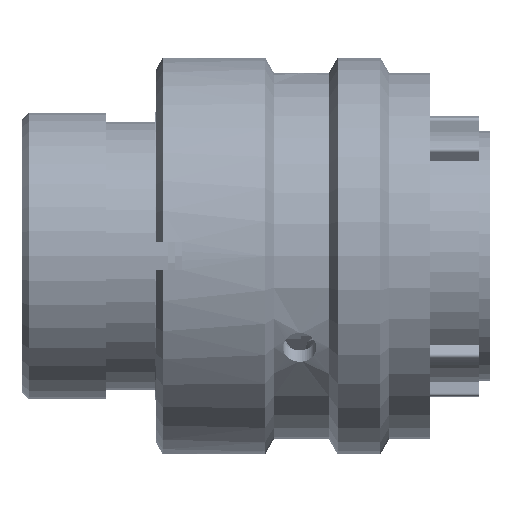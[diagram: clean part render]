
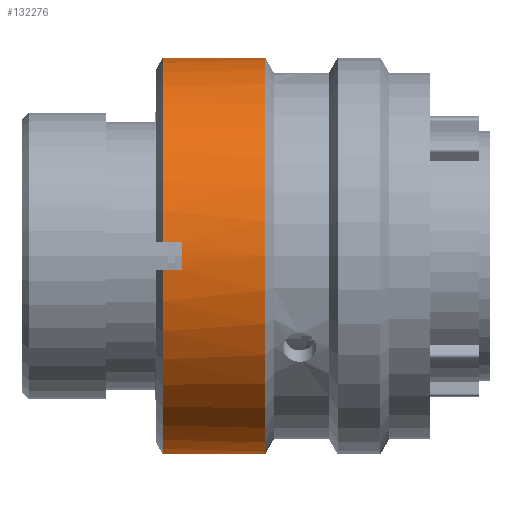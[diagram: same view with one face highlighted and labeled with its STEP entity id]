
A CAD part, front view. The second image highlights one B-rep face of the part: STEP entity #132276.
In plain terms, the highlighted cylindrical face has radius 14.15 mm (diameter 28.3 mm), a partial arc.
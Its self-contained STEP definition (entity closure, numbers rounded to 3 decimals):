
#4773 = DIRECTION ( 'NONE',  ( 0., 0., 1. ) ) ;
#5134 = AXIS2_PLACEMENT_3D ( 'NONE', #57716, #90153, #149651 ) ;
#5342 = CIRCLE ( 'NONE', #5134, 14.15 ) ;
#6512 = LINE ( 'NONE', #115709, #73608 ) ;
#7424 = AXIS2_PLACEMENT_3D ( 'NONE', #130524, #117774, #71141 ) ;
#7754 = VECTOR ( 'NONE', #85413, 1000. ) ;
#8553 = DIRECTION ( 'NONE',  ( 1., 0., 0. ) ) ;
#10298 = ORIENTED_EDGE ( 'NONE', *, *, #119927, .T. ) ;
#13545 = CIRCLE ( 'NONE', #50480, 14.15 ) ;
#16150 = VERTEX_POINT ( 'NONE', #144437 ) ;
#18229 = CARTESIAN_POINT ( 'NONE',  ( 29.07, 0., 0. ) ) ;
#18656 = EDGE_CURVE ( 'NONE', #150710, #38743, #148729, .T. ) ;
#20066 = VECTOR ( 'NONE', #108258, 1000. ) ;
#20371 = CARTESIAN_POINT ( 'NONE',  ( 11.42, -14.115, -1. ) ) ;
#20377 = EDGE_CURVE ( 'NONE', #38743, #91297, #13545, .T. ) ;
#21906 = EDGE_CURVE ( 'NONE', #16150, #30567, #40105, .T. ) ;
#24093 = VECTOR ( 'NONE', #115377, 1000. ) ;
#24111 = CARTESIAN_POINT ( 'NONE',  ( 10.02, -1., 14.115 ) ) ;
#25281 = DIRECTION ( 'NONE',  ( 0., 0., -1. ) ) ;
#26623 = DIRECTION ( 'NONE',  ( 1., 0., 0. ) ) ;
#26643 = EDGE_CURVE ( 'NONE', #16150, #53857, #5342, .T. ) ;
#27931 = CIRCLE ( 'NONE', #7424, 14.15 ) ;
#28123 = ORIENTED_EDGE ( 'NONE', *, *, #108804, .F. ) ;
#29634 = VERTEX_POINT ( 'NONE', #108872 ) ;
#30567 = VERTEX_POINT ( 'NONE', #60081 ) ;
#32825 = CARTESIAN_POINT ( 'NONE',  ( 10.02, -1., -14.115 ) ) ;
#33482 = DIRECTION ( 'NONE',  ( 1., 0., 0. ) ) ;
#38743 = VERTEX_POINT ( 'NONE', #122049 ) ;
#40105 = LINE ( 'NONE', #148320, #87172 ) ;
#41615 = CARTESIAN_POINT ( 'NONE',  ( 11.42, -14.115, 1. ) ) ;
#43462 = CIRCLE ( 'NONE', #65999, 14.15 ) ;
#45698 = ORIENTED_EDGE ( 'NONE', *, *, #26643, .T. ) ;
#47607 = CARTESIAN_POINT ( 'NONE',  ( 10.02, 0., 0. ) ) ;
#48054 = CIRCLE ( 'NONE', #61769, 14.15 ) ;
#49953 = DIRECTION ( 'NONE',  ( 0., 0., -1. ) ) ;
#50480 = AXIS2_PLACEMENT_3D ( 'NONE', #97566, #96054, #4773 ) ;
#50577 = EDGE_CURVE ( 'NONE', #134745, #51031, #6512, .T. ) ;
#51031 = VERTEX_POINT ( 'NONE', #41615 ) ;
#53207 = DIRECTION ( 'NONE',  ( 0., 0., -1. ) ) ;
#53857 = VERTEX_POINT ( 'NONE', #122827 ) ;
#57716 = CARTESIAN_POINT ( 'NONE',  ( 11.42, 0., 0. ) ) ;
#60081 = CARTESIAN_POINT ( 'NONE',  ( 17.324, 0., 14.15 ) ) ;
#61769 = AXIS2_PLACEMENT_3D ( 'NONE', #47607, #105423, #25281 ) ;
#62151 = CARTESIAN_POINT ( 'NONE',  ( 17.324, 0., 0. ) ) ;
#63998 = ORIENTED_EDGE ( 'NONE', *, *, #20377, .T. ) ;
#65999 = AXIS2_PLACEMENT_3D ( 'NONE', #148733, #8553, #89678 ) ;
#68717 = CARTESIAN_POINT ( 'NONE',  ( 29.07, 0., -14.15 ) ) ;
#71141 = DIRECTION ( 'NONE',  ( 0., 0., -1. ) ) ;
#73277 = EDGE_CURVE ( 'NONE', #51031, #138088, #43462, .T. ) ;
#73608 = VECTOR ( 'NONE', #115219, 1000. ) ;
#82574 = CIRCLE ( 'NONE', #131458, 14.15 ) ;
#84576 = VERTEX_POINT ( 'NONE', #24111 ) ;
#85193 = FACE_OUTER_BOUND ( 'NONE', #131128, .T. ) ;
#85206 = ORIENTED_EDGE ( 'NONE', *, *, #107420, .T. ) ;
#85391 = LINE ( 'NONE', #130105, #20066 ) ;
#85413 = DIRECTION ( 'NONE',  ( -1., 0., 0. ) ) ;
#87172 = VECTOR ( 'NONE', #33482, 1000. ) ;
#87459 = AXIS2_PLACEMENT_3D ( 'NONE', #18229, #99362, #53207 ) ;
#88042 = ORIENTED_EDGE ( 'NONE', *, *, #101441, .T. ) ;
#88702 = ORIENTED_EDGE ( 'NONE', *, *, #21906, .F. ) ;
#89678 = DIRECTION ( 'NONE',  ( 0., 0., 1. ) ) ;
#89853 = CARTESIAN_POINT ( 'NONE',  ( 10.02, -14.115, 1. ) ) ;
#90153 = DIRECTION ( 'NONE',  ( 1., 0., 0. ) ) ;
#91181 = ORIENTED_EDGE ( 'NONE', *, *, #73277, .T. ) ;
#91200 = LINE ( 'NONE', #68717, #24093 ) ;
#91297 = VERTEX_POINT ( 'NONE', #92891 ) ;
#92891 = CARTESIAN_POINT ( 'NONE',  ( 11.42, 0., -14.15 ) ) ;
#94443 = VERTEX_POINT ( 'NONE', #114946 ) ;
#96054 = DIRECTION ( 'NONE',  ( 1., 0., 0. ) ) ;
#97292 = DIRECTION ( 'NONE',  ( 1., 0., 0. ) ) ;
#97566 = CARTESIAN_POINT ( 'NONE',  ( 11.42, 0., 0. ) ) ;
#99317 = CARTESIAN_POINT ( 'NONE',  ( 29.07, -1., -14.115 ) ) ;
#99362 = DIRECTION ( 'NONE',  ( 1., 0., 0. ) ) ;
#99594 = ORIENTED_EDGE ( 'NONE', *, *, #50577, .T. ) ;
#101441 = EDGE_CURVE ( 'NONE', #138088, #94443, #142239, .T. ) ;
#105423 = DIRECTION ( 'NONE',  ( 1., 0., 0. ) ) ;
#107420 = EDGE_CURVE ( 'NONE', #53857, #84576, #85391, .T. ) ;
#108258 = DIRECTION ( 'NONE',  ( -1., 0., 0. ) ) ;
#108662 = CYLINDRICAL_SURFACE ( 'NONE', #87459, 14.15 ) ;
#108804 = EDGE_CURVE ( 'NONE', #30567, #29634, #82574, .T. ) ;
#108872 = CARTESIAN_POINT ( 'NONE',  ( 17.324, 0., -14.15 ) ) ;
#114946 = CARTESIAN_POINT ( 'NONE',  ( 10.02, -14.115, -1. ) ) ;
#115219 = DIRECTION ( 'NONE',  ( 1., 0., 0. ) ) ;
#115377 = DIRECTION ( 'NONE',  ( 1., 0., 0. ) ) ;
#115709 = CARTESIAN_POINT ( 'NONE',  ( 29.07, -14.115, 1. ) ) ;
#116691 = ORIENTED_EDGE ( 'NONE', *, *, #18656, .T. ) ;
#117619 = VECTOR ( 'NONE', #97292, 1000. ) ;
#117774 = DIRECTION ( 'NONE',  ( 1., 0., 0. ) ) ;
#119927 = EDGE_CURVE ( 'NONE', #94443, #150710, #27931, .T. ) ;
#121920 = CARTESIAN_POINT ( 'NONE',  ( 29.07, -14.115, -1. ) ) ;
#122049 = CARTESIAN_POINT ( 'NONE',  ( 11.42, -1., -14.115 ) ) ;
#122827 = CARTESIAN_POINT ( 'NONE',  ( 11.42, -1., 14.115 ) ) ;
#129734 = EDGE_CURVE ( 'NONE', #84576, #134745, #48054, .T. ) ;
#130105 = CARTESIAN_POINT ( 'NONE',  ( 29.07, -1., 14.115 ) ) ;
#130524 = CARTESIAN_POINT ( 'NONE',  ( 10.02, 0., 0. ) ) ;
#131128 = EDGE_LOOP ( 'NONE', ( #88702, #45698, #85206, #148552, #99594, #91181, #88042, #10298, #116691, #63998, #150621, #28123 ) ) ;
#131458 = AXIS2_PLACEMENT_3D ( 'NONE', #62151, #26623, #49953 ) ;
#132276 = ADVANCED_FACE ( 'NONE', ( #85193 ), #108662, .T. ) ;
#134745 = VERTEX_POINT ( 'NONE', #89853 ) ;
#137631 = EDGE_CURVE ( 'NONE', #91297, #29634, #91200, .T. ) ;
#138088 = VERTEX_POINT ( 'NONE', #20371 ) ;
#142239 = LINE ( 'NONE', #121920, #7754 ) ;
#144437 = CARTESIAN_POINT ( 'NONE',  ( 11.42, 0., 14.15 ) ) ;
#148320 = CARTESIAN_POINT ( 'NONE',  ( 29.07, 0., 14.15 ) ) ;
#148552 = ORIENTED_EDGE ( 'NONE', *, *, #129734, .T. ) ;
#148729 = LINE ( 'NONE', #99317, #117619 ) ;
#148733 = CARTESIAN_POINT ( 'NONE',  ( 11.42, 0., 0. ) ) ;
#149651 = DIRECTION ( 'NONE',  ( 0., 0., 1. ) ) ;
#150621 = ORIENTED_EDGE ( 'NONE', *, *, #137631, .T. ) ;
#150710 = VERTEX_POINT ( 'NONE', #32825 ) ;
